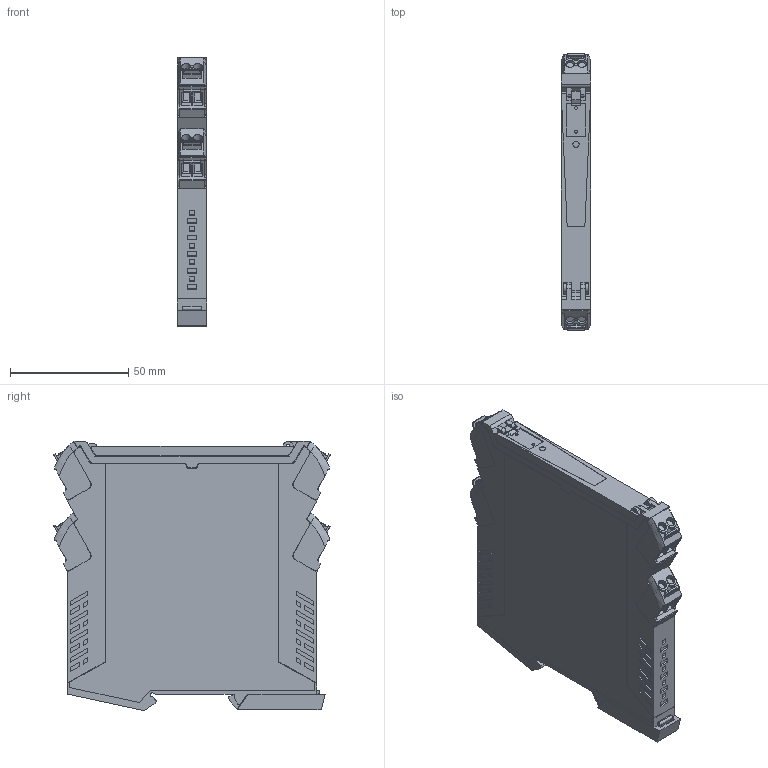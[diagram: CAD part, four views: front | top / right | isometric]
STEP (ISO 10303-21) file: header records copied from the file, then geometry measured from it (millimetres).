
FILE_DESCRIPTION(('CATIA V5 STEP Exchange','CAx-IF Rec.Pracs.--- Model Styling and Organization---1.5--- 2016-08-15','CAx-IF Rec.Pracs.---Supplemental Geometry---1.0---2011-11-01','CAx-IF Rec.Pracs.--- Composite Materials ---1.1---2010-07-15'),'2;1');
FILE_NAME ('9446591_6', '2026-01-07T12:30:31+00:00', ('none'), ('Weidmueller'), 'CATIA Version 5-6 Release 2024 SP4', 'CATIA V5 STEP AP214 v3', 'none');
FILE_SCHEMA(('AUTOMOTIVE_DESIGN { 1 0 10303 214 1 1 1 1 }'));
Length unit declared in the file: millimetre
Products named in the file (1): S3D_ACT20P_PRO_DCDC_II_S
Bounding box: 12.5 x 117.24 x 114.02 mm (x, y, z)
Volume: 143161.3 mm3; surface area: 44986 mm2
Topology: 22 solids, 22 shells, 1432 faces, 4308 edges, 2997 vertices
Faces by surface type: plane 1085, cylinder 293, extrusion 28, revolution 16, bspline 8, sphere 2
Entity records: 49176 total; most frequent: CARTESIAN_POINT 11609, ORIENTED_EDGE 8616, DIRECTION 5602, EDGE_CURVE 4308, VECTOR 3066, LINE 3038, VERTEX_POINT 2997, AXIS2_PLACEMENT_3D 1552
